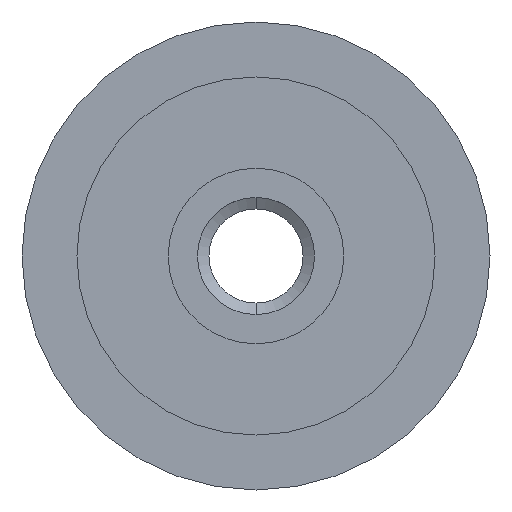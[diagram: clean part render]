
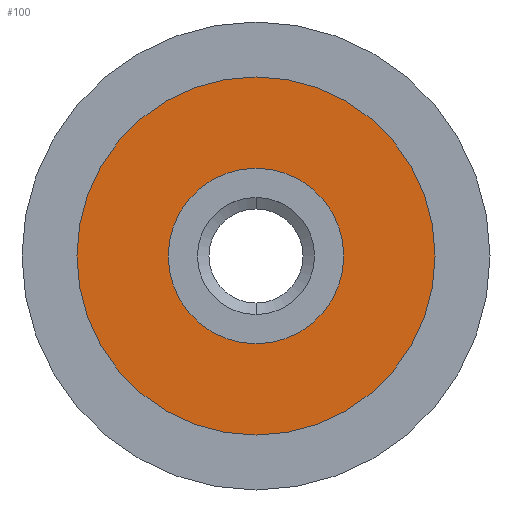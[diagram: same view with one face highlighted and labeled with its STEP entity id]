
A CAD part, front view. The second image highlights one B-rep face of the part: STEP entity #100.
In plain terms, the highlighted planar face has unit normal (0, -1, 0).
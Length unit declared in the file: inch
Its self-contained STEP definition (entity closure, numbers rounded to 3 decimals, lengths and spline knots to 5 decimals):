
#28 = CARTESIAN_POINT ( 'NONE',  ( 0., 0.06, 0.1875 ) ) ;
#56 = FACE_BOUND ( 'NONE', #840, .T. ) ;
#100 = ADVANCED_FACE ( 'NONE', ( #56, #322 ), #512, .T. ) ;
#102 = CARTESIAN_POINT ( 'NONE',  ( 0., 0.06, 0. ) ) ;
#136 = DIRECTION ( 'NONE',  ( 0., -1., 0. ) ) ;
#144 = VERTEX_POINT ( 'NONE', #28 ) ;
#201 = CARTESIAN_POINT ( 'NONE',  ( 0., 0.06, 0. ) ) ;
#238 = DIRECTION ( 'NONE',  ( 0., 0., -1. ) ) ;
#253 = CIRCLE ( 'NONE', #351, 0.3825 ) ;
#292 = CARTESIAN_POINT ( 'NONE',  ( 0., 0.06, -0.3825 ) ) ;
#322 = FACE_OUTER_BOUND ( 'NONE', #782, .T. ) ;
#333 = DIRECTION ( 'NONE',  ( 0., -1., 0. ) ) ;
#341 = CARTESIAN_POINT ( 'NONE',  ( 0., 0.06, 0. ) ) ;
#351 = AXIS2_PLACEMENT_3D ( 'NONE', #102, #136, #238 ) ;
#361 = CIRCLE ( 'NONE', #621, 0.1875 ) ;
#375 = DIRECTION ( 'NONE',  ( 0., -1., 0. ) ) ;
#382 = ORIENTED_EDGE ( 'NONE', *, *, #521, .F. ) ;
#407 = DIRECTION ( 'NONE',  ( 0., -1., 0. ) ) ;
#440 = DIRECTION ( 'NONE',  ( 0., 0., -1. ) ) ;
#455 = CARTESIAN_POINT ( 'NONE',  ( 0., 0.06, -0.1875 ) ) ;
#502 = CIRCLE ( 'NONE', #842, 0.3825 ) ;
#504 = ORIENTED_EDGE ( 'NONE', *, *, #783, .F. ) ;
#512 = PLANE ( 'NONE',  #593 ) ;
#515 = VERTEX_POINT ( 'NONE', #455 ) ;
#521 = EDGE_CURVE ( 'NONE', #144, #515, #361, .T. ) ;
#556 = VERTEX_POINT ( 'NONE', #292 ) ;
#593 = AXIS2_PLACEMENT_3D ( 'NONE', #341, #605, #872 ) ;
#596 = VERTEX_POINT ( 'NONE', #736 ) ;
#605 = DIRECTION ( 'NONE',  ( 0., -1., 0. ) ) ;
#615 = ORIENTED_EDGE ( 'NONE', *, *, #837, .T. ) ;
#616 = CARTESIAN_POINT ( 'NONE',  ( 0., 0.06, 0. ) ) ;
#621 = AXIS2_PLACEMENT_3D ( 'NONE', #786, #407, #440 ) ;
#661 = ORIENTED_EDGE ( 'NONE', *, *, #689, .T. ) ;
#689 = EDGE_CURVE ( 'NONE', #596, #556, #253, .T. ) ;
#705 = AXIS2_PLACEMENT_3D ( 'NONE', #616, #375, #720 ) ;
#720 = DIRECTION ( 'NONE',  ( 0., 0., -1. ) ) ;
#736 = CARTESIAN_POINT ( 'NONE',  ( 0., 0.06, 0.3825 ) ) ;
#782 = EDGE_LOOP ( 'NONE', ( #615, #661 ) ) ;
#783 = EDGE_CURVE ( 'NONE', #515, #144, #838, .T. ) ;
#784 = DIRECTION ( 'NONE',  ( 0., 0., -1. ) ) ;
#786 = CARTESIAN_POINT ( 'NONE',  ( 0., 0.06, 0. ) ) ;
#837 = EDGE_CURVE ( 'NONE', #556, #596, #502, .T. ) ;
#838 = CIRCLE ( 'NONE', #705, 0.1875 ) ;
#840 = EDGE_LOOP ( 'NONE', ( #382, #504 ) ) ;
#842 = AXIS2_PLACEMENT_3D ( 'NONE', #201, #333, #784 ) ;
#872 = DIRECTION ( 'NONE',  ( 0., 0., -1. ) ) ;
